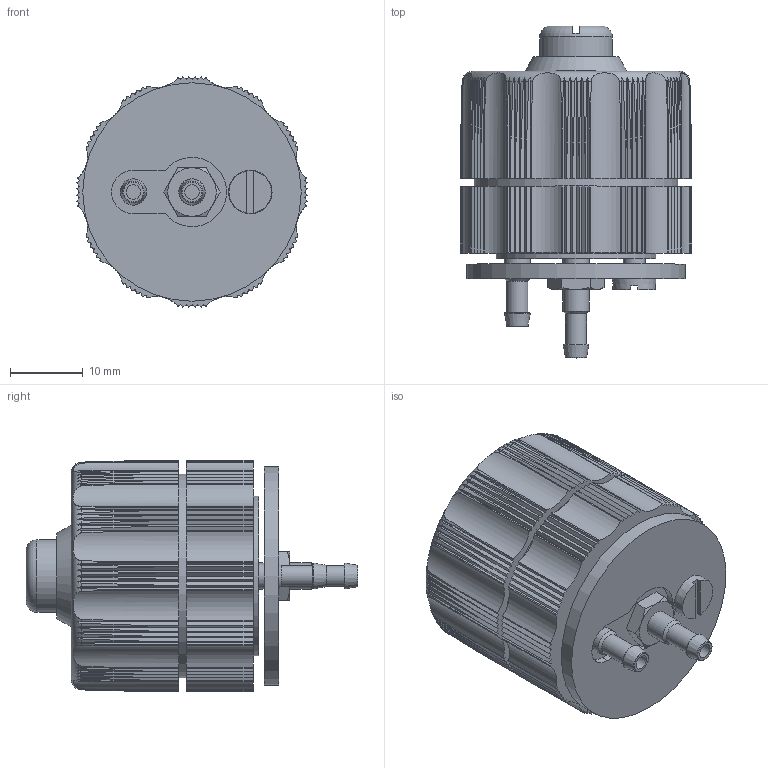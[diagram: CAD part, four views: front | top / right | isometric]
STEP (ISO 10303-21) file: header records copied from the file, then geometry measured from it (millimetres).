
FILE_DESCRIPTION(/* description */ ('STEP AP214'),/* implementation_level */ '2;1');
FILE_NAME(/* name */ '10803_GRPO-70-PK-3',/* time_stamp */ '2024-08-21T07:34:07+02:00',/* author */ ('License CC BY-ND 4.0'),/* organization */ ('CADENAS'),/* preprocessor_version */ 'ST-DEVELOPER v19.3',/* originating_system */ 'PARTsolutions',/* authorisation */ ' ');
FILE_SCHEMA (('AUTOMOTIVE_DESIGN {1 0 10303 214 3 1 1}'));
Length unit declared in the file: millimetre
Products named in the file (1): 10803 GRPO-70-PK-3
Bounding box: 31.83 x 45.6 x 31.83 mm (x, y, z)
Volume: 21001.1 mm3; surface area: 6881.1 mm2
Topology: 1 solids, 1 shells, 448 faces, 1281 edges, 852 vertices
Faces by surface type: plane 275, cylinder 88, cone 79, torus 6
Full cylindrical faces by diameter (mm): 2 x2, 2.9 x2, 3 x1, 3.6 x5, 10 x1, 21.95 x1, 28 x1, 30 x1
Entity records: 15053 total; most frequent: CARTESIAN_POINT 3852, ORIENTED_EDGE 2494, DIRECTION 2064, EDGE_CURVE 1247, VERTEX_POINT 845, LINE 700, VECTOR 700, AXIS2_PLACEMENT_3D 682
